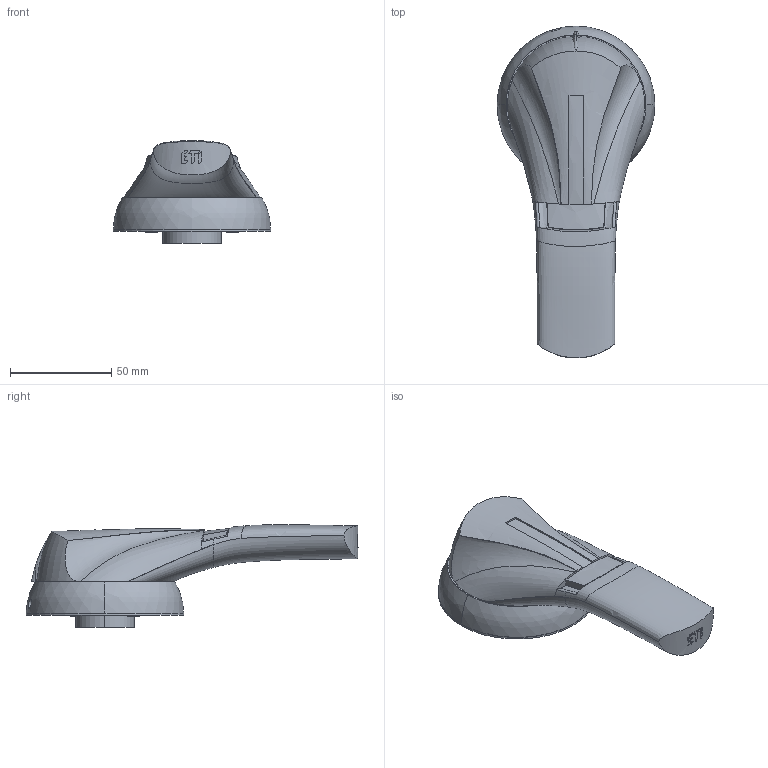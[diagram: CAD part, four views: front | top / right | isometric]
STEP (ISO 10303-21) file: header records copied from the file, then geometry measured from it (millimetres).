
FILE_DESCRIPTION((''),'2;1');
FILE_NAME('004661483_LBS-EH630-G_ASM','2021-10-01T',('marketing.praksa'),('Audax d.o.o.'),'CREO PARAMETRIC BY PTC INC, 2017480','CREO PARAMETRIC BY PTC INC, 2017480','');
FILE_SCHEMA(('AUTOMOTIVE_DESIGN { 1 0 10303 214 1 1 1 1 }'));
Length unit declared in the file: metre
Products named in the file (11): NO-LOGO_1; WITHOUTBOT_1_1; WITHOUTBOT_1_2; WITHOUTBOT_1_ASM; BOTTOM_1; PRT9564_1_1_2_3_4; PRT9566_1_1_2_3_4_5_6_7_8_9_26; PRT9566_1_1_2_3_4_5_6_7_8_9_27; PRT9566_1_1_2_3_4_5_6_7_8_9_28; PRT9566_1_1_2_3_4_5_6_7_8_9__23_ASM; 004661483_LBS-EH630-G_ASM
Assembly tree (10 placements, depth 3):
  004661483_LBS-EH630-G_ASM
    NO-LOGO_1
    WITHOUTBOT_1_ASM
      WITHOUTBOT_1_1
      WITHOUTBOT_1_2
    BOTTOM_1
    PRT9564_1_1_2_3_4
    PRT9566_1_1_2_3_4_5_6_7_8_9__23_ASM
      PRT9566_1_1_2_3_4_5_6_7_8_9_26
      PRT9566_1_1_2_3_4_5_6_7_8_9_27
      PRT9566_1_1_2_3_4_5_6_7_8_9_28
Bounding box: 77.98 x 164.02 x 50.8 mm (x, y, z)
Volume: 191557.3 mm3; surface area: 51961.9 mm2
Topology: 8 solids, 8 shells, 286 faces, 778 edges, 526 vertices
Faces by surface type: plane 129, cylinder 109, bspline 36, extrusion 6, cone 6
Entity records: 35490 total; most frequent: CARTESIAN_POINT 24245, ORIENTED_EDGE 1556, DIRECTION 1236, PRESENTATION_STYLE_ASSIGNMENT 965, STYLED_ITEM 965, CURVE_STYLE 782, EDGE_CURVE 778, VERTEX_POINT 526
